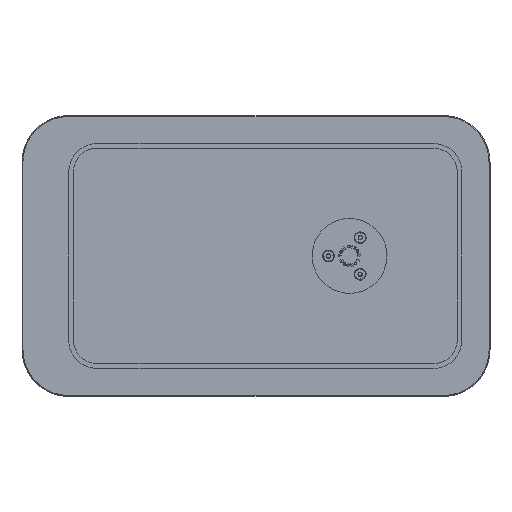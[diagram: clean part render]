
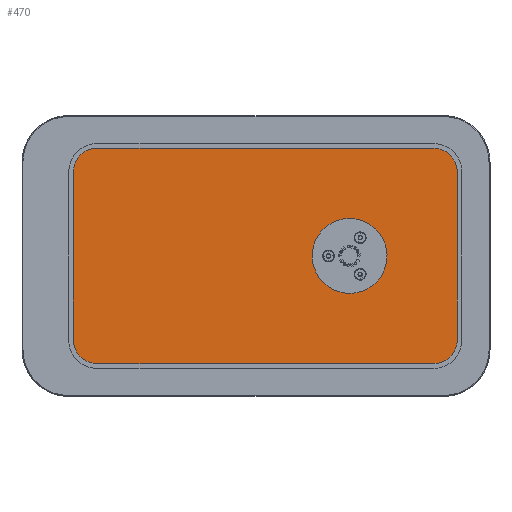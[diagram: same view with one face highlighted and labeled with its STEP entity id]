
A CAD part, front view. The second image highlights one B-rep face of the part: STEP entity #470.
In plain terms, the highlighted planar face has unit normal (0, -1, 0).
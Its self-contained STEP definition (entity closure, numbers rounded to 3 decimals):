
#262=FACE_BOUND('',#1511,.T.);
#470=ADVANCED_FACE('',(#986,#262),#7167,.T.);
#986=FACE_OUTER_BOUND('',#1510,.T.);
#1510=EDGE_LOOP('',(#2506,#2507,#2508,#2509,#2510,#2511,#2512,#2513));
#1511=EDGE_LOOP('',(#2514,#2515));
#2506=ORIENTED_EDGE('',*,*,#4477,.F.);
#2507=ORIENTED_EDGE('',*,*,#4455,.F.);
#2508=ORIENTED_EDGE('',*,*,#4460,.F.);
#2509=ORIENTED_EDGE('',*,*,#4461,.F.);
#2510=ORIENTED_EDGE('',*,*,#4466,.F.);
#2511=ORIENTED_EDGE('',*,*,#4467,.F.);
#2512=ORIENTED_EDGE('',*,*,#4472,.F.);
#2513=ORIENTED_EDGE('',*,*,#4473,.F.);
#2514=ORIENTED_EDGE('',*,*,#4479,.T.);
#2515=ORIENTED_EDGE('',*,*,#4478,.T.);
#4455=EDGE_CURVE('',#6584,#6583,#5787,.T.);
#4460=EDGE_CURVE('',#6587,#6584,#5408,.T.);
#4461=EDGE_CURVE('',#6588,#6587,#5791,.T.);
#4466=EDGE_CURVE('',#6591,#6588,#5410,.T.);
#4467=EDGE_CURVE('',#6592,#6591,#5795,.T.);
#4472=EDGE_CURVE('',#6595,#6592,#5412,.T.);
#4473=EDGE_CURVE('',#6596,#6595,#5799,.T.);
#4477=EDGE_CURVE('',#6583,#6596,#5414,.T.);
#4478=EDGE_CURVE('',#6598,#6599,#5415,.T.);
#4479=EDGE_CURVE('',#6599,#6598,#5416,.T.);
#5408=(
BOUNDED_CURVE()
B_SPLINE_CURVE(2,(#10787,#10788,#10789),.UNSPECIFIED.,.F.,.F.)
B_SPLINE_CURVE_WITH_KNOTS((3,3),(0.,39.27),.UNSPECIFIED.)
CURVE()
GEOMETRIC_REPRESENTATION_ITEM()
RATIONAL_B_SPLINE_CURVE((1.,0.707,1.))
REPRESENTATION_ITEM('')
);
#5410=(
BOUNDED_CURVE()
B_SPLINE_CURVE(2,(#10801,#10802,#10803),.UNSPECIFIED.,.F.,.F.)
B_SPLINE_CURVE_WITH_KNOTS((3,3),(0.,39.27),.UNSPECIFIED.)
CURVE()
GEOMETRIC_REPRESENTATION_ITEM()
RATIONAL_B_SPLINE_CURVE((1.,0.707,1.))
REPRESENTATION_ITEM('')
);
#5412=(
BOUNDED_CURVE()
B_SPLINE_CURVE(2,(#10815,#10816,#10817),.UNSPECIFIED.,.F.,.F.)
B_SPLINE_CURVE_WITH_KNOTS((3,3),(0.,39.27),.UNSPECIFIED.)
CURVE()
GEOMETRIC_REPRESENTATION_ITEM()
RATIONAL_B_SPLINE_CURVE((1.,0.707,1.))
REPRESENTATION_ITEM('')
);
#5414=(
BOUNDED_CURVE()
B_SPLINE_CURVE(2,(#10827,#10828,#10829),.UNSPECIFIED.,.F.,.F.)
B_SPLINE_CURVE_WITH_KNOTS((3,3),(0.,39.27),.UNSPECIFIED.)
CURVE()
GEOMETRIC_REPRESENTATION_ITEM()
RATIONAL_B_SPLINE_CURVE((1.,0.707,1.))
REPRESENTATION_ITEM('')
);
#5415=(
BOUNDED_CURVE()
B_SPLINE_CURVE(2,(#10830,#10831,#10832,#10833,#10834),.UNSPECIFIED.,.F.,
 .F.)
B_SPLINE_CURVE_WITH_KNOTS((3,2,3),(0.,62.832,125.664),
 .UNSPECIFIED.)
CURVE()
GEOMETRIC_REPRESENTATION_ITEM()
RATIONAL_B_SPLINE_CURVE((1.,0.707,1.,0.707,1.))
REPRESENTATION_ITEM('')
);
#5416=(
BOUNDED_CURVE()
B_SPLINE_CURVE(2,(#10835,#10836,#10837,#10838,#10839),.UNSPECIFIED.,.F.,
 .F.)
B_SPLINE_CURVE_WITH_KNOTS((3,2,3),(0.,62.832,125.664),
 .UNSPECIFIED.)
CURVE()
GEOMETRIC_REPRESENTATION_ITEM()
RATIONAL_B_SPLINE_CURVE((1.,0.707,1.,0.707,1.))
REPRESENTATION_ITEM('')
);
#5787=B_SPLINE_CURVE_WITH_KNOTS('',1,(#10776,#10777),.UNSPECIFIED.,.F.,
 .F.,(2,2),(0.,180.),.UNSPECIFIED.);
#5791=B_SPLINE_CURVE_WITH_KNOTS('',1,(#10790,#10791),.UNSPECIFIED.,.F.,
 .F.,(2,2),(0.,360.),.UNSPECIFIED.);
#5795=B_SPLINE_CURVE_WITH_KNOTS('',1,(#10804,#10805),.UNSPECIFIED.,.F.,
 .F.,(2,2),(0.,180.),.UNSPECIFIED.);
#5799=B_SPLINE_CURVE_WITH_KNOTS('',1,(#10818,#10819),.UNSPECIFIED.,.F.,
 .F.,(2,2),(0.,360.),.UNSPECIFIED.);
#6583=VERTEX_POINT('',#10755);
#6584=VERTEX_POINT('',#10756);
#6587=VERTEX_POINT('',#10759);
#6588=VERTEX_POINT('',#10760);
#6591=VERTEX_POINT('',#10763);
#6592=VERTEX_POINT('',#10764);
#6595=VERTEX_POINT('',#10767);
#6596=VERTEX_POINT('',#10768);
#6598=VERTEX_POINT('',#10770);
#6599=VERTEX_POINT('',#10771);
#7167=PLANE('',#7660);
#7660=AXIS2_PLACEMENT_3D('',#10732,#7894,$);
#7894=DIRECTION('',(0.,-1.,0.));
#10732=CARTESIAN_POINT('',(-295.,0.,-114.865));
#10755=CARTESIAN_POINT('',(115.,0.,-89.865));
#10756=CARTESIAN_POINT('',(115.,0.,90.135));
#10759=CARTESIAN_POINT('',(90.,0.,115.135));
#10760=CARTESIAN_POINT('',(-270.,0.,115.135));
#10763=CARTESIAN_POINT('',(-295.,0.,90.135));
#10764=CARTESIAN_POINT('',(-295.,0.,-89.865));
#10767=CARTESIAN_POINT('',(-270.,0.,-114.865));
#10768=CARTESIAN_POINT('',(90.,0.,-114.865));
#10770=CARTESIAN_POINT('',(0.,0.,-39.865));
#10771=CARTESIAN_POINT('',(0.,0.,40.135));
#10776=CARTESIAN_POINT('',(115.,0.,90.135));
#10777=CARTESIAN_POINT('',(115.,0.,-89.865));
#10787=CARTESIAN_POINT('',(90.,0.,115.135));
#10788=CARTESIAN_POINT('',(115.,0.,115.135));
#10789=CARTESIAN_POINT('',(115.,0.,90.135));
#10790=CARTESIAN_POINT('',(-270.,0.,115.135));
#10791=CARTESIAN_POINT('',(90.,0.,115.135));
#10801=CARTESIAN_POINT('',(-295.,0.,90.135));
#10802=CARTESIAN_POINT('',(-295.,0.,115.135));
#10803=CARTESIAN_POINT('',(-270.,0.,115.135));
#10804=CARTESIAN_POINT('',(-295.,0.,-89.865));
#10805=CARTESIAN_POINT('',(-295.,0.,90.135));
#10815=CARTESIAN_POINT('',(-270.,0.,-114.865));
#10816=CARTESIAN_POINT('',(-295.,0.,-114.865));
#10817=CARTESIAN_POINT('',(-295.,0.,-89.865));
#10818=CARTESIAN_POINT('',(90.,0.,-114.865));
#10819=CARTESIAN_POINT('',(-270.,0.,-114.865));
#10827=CARTESIAN_POINT('',(115.,0.,-89.865));
#10828=CARTESIAN_POINT('',(115.,0.,-114.865));
#10829=CARTESIAN_POINT('',(90.,0.,-114.865));
#10830=CARTESIAN_POINT('',(0.,0.,-39.865));
#10831=CARTESIAN_POINT('',(-40.,0.,-39.865));
#10832=CARTESIAN_POINT('',(-40.,0.,0.135));
#10833=CARTESIAN_POINT('',(-40.,0.,40.135));
#10834=CARTESIAN_POINT('',(0.,0.,40.135));
#10835=CARTESIAN_POINT('',(0.,0.,40.135));
#10836=CARTESIAN_POINT('',(40.,0.,40.135));
#10837=CARTESIAN_POINT('',(40.,0.,0.135));
#10838=CARTESIAN_POINT('',(40.,0.,-39.865));
#10839=CARTESIAN_POINT('',(0.,0.,-39.865));
